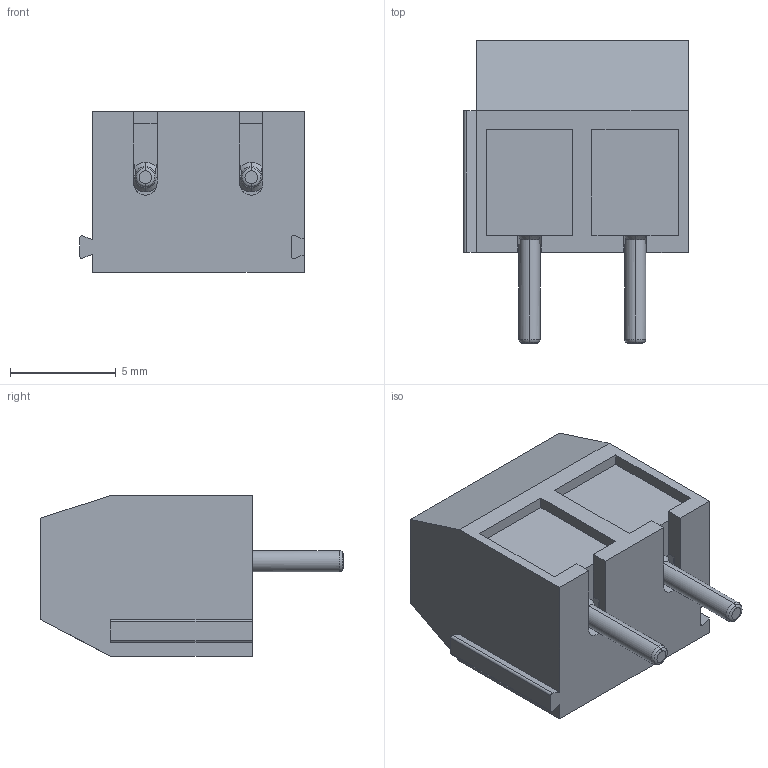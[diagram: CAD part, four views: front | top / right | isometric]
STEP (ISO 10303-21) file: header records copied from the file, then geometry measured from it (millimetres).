
FILE_DESCRIPTION(/* description */ (''),/* implementation_level */ '2;1');
FILE_NAME(/* name */ 'DG301-5.0-02P-1Y-00A(H).stp',/* time_stamp */ '2020-05-26T11:47:28+08:00',/* author */ (''),/* organization */ (''),/* preprocessor_version */ 'ST-DEVELOPER v15',/* originating_system */ 'SIEMENS PLM Software NX 8.5',/* authorisation */ '');
FILE_SCHEMA (('AP203_CONFIGURATION_CONTROLLED_3D_DESIGN_OF_MECHANICAL_PARTS_AND_ASSEMBLIES_MIM_LF { 1 0 10303 403 2 1 2}'));
Length unit declared in the file: millimetre
Products named in the file (1): FOB0BCC4F41wx7y
Bounding box: 10.6 x 14.3 x 7.6 mm (x, y, z)
Volume: 669.6 mm3; surface area: 641.4 mm2
Topology: 1 solids, 1 shells, 416 faces, 1178 edges, 780 vertices
Faces by surface type: plane 364, torus 22, cylinder 18, cone 12
Full cylindrical faces by diameter (mm): 3.53 x4
Entity records: 13468 total; most frequent: CARTESIAN_POINT 2561, ORIENTED_EDGE 2340, DIRECTION 2080, EDGE_CURVE 1170, LINE 1030, VECTOR 1030, VERTEX_POINT 778, AXIS2_PLACEMENT_3D 525
